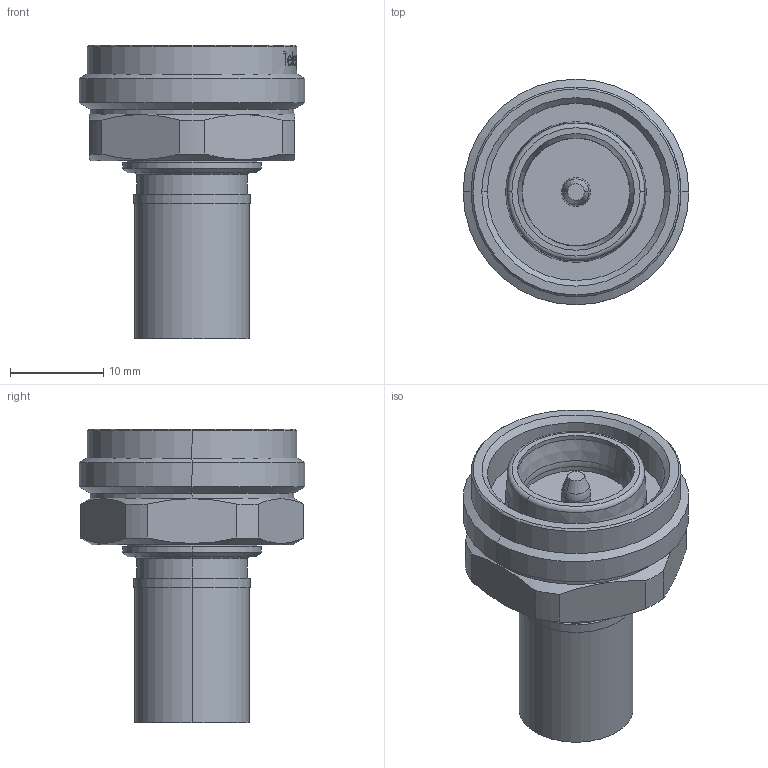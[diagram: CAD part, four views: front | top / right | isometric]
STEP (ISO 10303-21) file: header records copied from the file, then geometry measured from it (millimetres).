
FILE_DESCRIPTION (( 'STEP AP214' ), '1' );
FILE_NAME ('J01440A0010.STEP', '2014-11-07T07:27:16', ( '' ), ( '' ), 'SwSTEP 2.0', 'SolidWorks 2014', '' );
FILE_SCHEMA (( 'AUTOMOTIVE_DESIGN' ));
Length unit declared in the file: millimetre
Products named in the file (1): J01440A0010
Bounding box: 24.2 x 24.2 x 31.5 mm (x, y, z)
Volume: 5704.7 mm3; surface area: 3740.6 mm2
Topology: 1 solids, 1 shells, 251 faces, 627 edges, 406 vertices
Faces by surface type: bspline 83, plane 78, cylinder 58, cone 24, torus 8
Entity records: 16756 total; most frequent: CARTESIAN_POINT 8674, ORIENTED_EDGE 1254, DIRECTION 844, EDGE_CURVE 627, VERTEX_POINT 406, AXIS2_PLACEMENT_3D 335, B_SPLINE_CURVE_WITH_KNOTS 287, EDGE_LOOP 279
